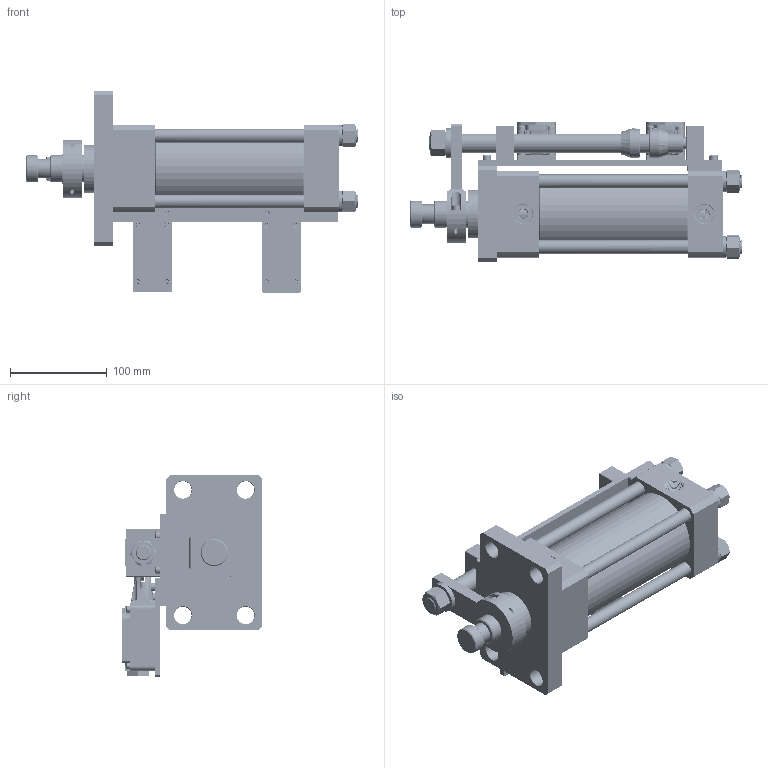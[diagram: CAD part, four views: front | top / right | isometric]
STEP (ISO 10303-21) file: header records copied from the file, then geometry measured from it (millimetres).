
FILE_DESCRIPTION (( 'STEP AP203' ), '1' );
FILE_NAME ('CHK-FA63-100D油缸三维图.STEP', '2013-03-16T01:08:51', ( 'user' ), ( 'Microsoft' ), 'SwSTEP 2.0', 'SolidWorks 2010', '' );
FILE_SCHEMA (( 'CONFIG_CONTROL_DESIGN' ));
Length unit declared in the file: millimetre
Products named in the file (36): 63ヶ裔_2; ヶ遣喳杶_2; ｻ鏸獷2; 俴最裝嘐隅釱_2; 俴最奪盓傅釱_2; 絳堤蟀諉啣_2; 絳堤蟀諉芛12_2; 袉赽_2; 嶺裝63; hexagon nuts grade c gb_GB_FASTENER_NUT_SNC1 M14-N_2; 333_GB_FASTENER_WASHER_SW 14_2; 俴最羲壽_2; hexagon socket head cap screws gb_GB_FASTENER_SCREWS_HSHCS M4X30-N_2; CHK-FA63-100D油缸三维图; 綴裔63_2; 詰芠100; 活塞杆100; 綴遣喳杶_2; 渡杶_2; 楊擘_2; 絳堤菁啣63; 菜輸_2; 俴最裝63; 俴最奪63; 蟀諉; 絳堤蟀諉芛11_2; 俴最羲壽嘐隅釱_2; hexagon socket head cap screws gb_GB_FASTENER_SCREWS_HSHCS M5X16-N_2; hexagon socket head cap screws gb_GB_FASTENER_SCREWS_HSHCS M6X35-N_2; 333_GB_FASTENER_WASHER_SW 20_2; hexagon nuts grade c gb_GB_FASTENER_NUT_SNC1 M16-N_2; hexagon socket head cap screws gb_GB_FASTENER_SCREWS_HSHCS M5X10-N_2; hex socket set screws with flat point gb_GB_FASTENER_SCREWS_HSFP M5X12-N_2; hex socket set screws with flat point gb_GB_FASTENER_SCREWS_HSFP M5X8-N_2; cross recessed countersunk head screws gb1_GB_CROSS_SCREWS_TYPE4 M3X6-4.35  H type-N_2; bead3
Assembly tree (75 placements, depth 3):
  CHK-FA63-100D油缸三维图
    hexagon socket head cap screws gb_GB_FASTENER_SCREWS_HSHCS M6X35-N_2  x4
    hexagon nuts grade c gb_GB_FASTENER_NUT_SNC1 M14-N_2  x4
    楊擘_2
    袉赽_2  x2
    hexagon socket head cap screws gb_GB_FASTENER_SCREWS_HSHCS M5X16-N_2  x4
    333_GB_FASTENER_WASHER_SW 14_2  x4
    hexagon socket head cap screws gb_GB_FASTENER_SCREWS_HSHCS M5X10-N_2  x6
    cross recessed countersunk head screws gb1_GB_CROSS_SCREWS_TYPE4 M3X6-4.35  H type-N_2  x10
    俴最羲壽_2  x2
    hexagon socket head cap screws gb_GB_FASTENER_SCREWS_HSHCS M4X30-N_2  x8
    俴最裝63
    hex socket set screws with flat point gb_GB_FASTENER_SCREWS_HSFP M5X12-N_2
    菜輸_2
    俴最奪盓傅釱_2
    俴最羲壽嘐隅釱_2  x2
    hexagon nuts grade c gb_GB_FASTENER_NUT_SNC1 M16-N_2
    hex socket set screws with flat point gb_GB_FASTENER_SCREWS_HSFP M5X8-N_2  x2
    綴遣喳杶_2
    63ヶ裔_2
    嶺裝63  x4
    渡杶_2
    ヶ遣喳杶_2
    綴裔63_2
    ｻ鏸獷2
    俴最裝嘐隅釱_2
    俴最奪63
    絳堤菁啣63
    bead3
    詰芠100
    333_GB_FASTENER_WASHER_SW 20_2
    活塞杆100
    蟀諉
      絳堤蟀諉芛12_2
      絳堤蟀諉啣_2
      絳堤蟀諉芛11_2
Bounding box: 344 x 146.05 x 208.4 mm (x, y, z)
Volume: 2083788 mm3; surface area: 554721.1 mm2
Topology: 73 solids, 74 shells, 2800 faces, 6880 edges, 4299 vertices
Faces by surface type: cylinder 1094, plane 960, cone 453, bspline 293
Entity records: 86248 total; most frequent: CARTESIAN_POINT 48035, ORIENTED_EDGE 7234, DIRECTION 6700, EDGE_CURVE 3618, AXIS2_PLACEMENT_3D 2587, VERTEX_POINT 2263, EDGE_LOOP 1696, VECTOR 1526
